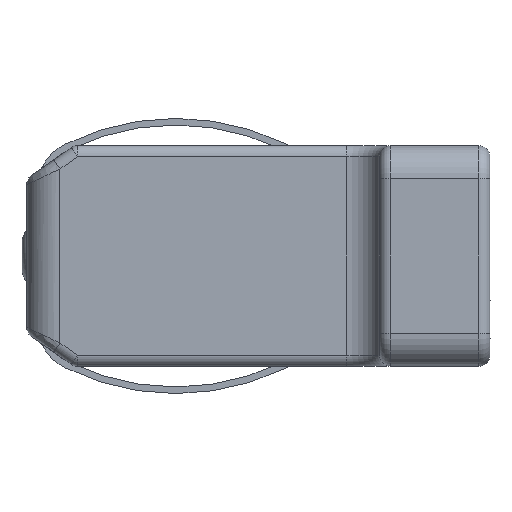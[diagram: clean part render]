
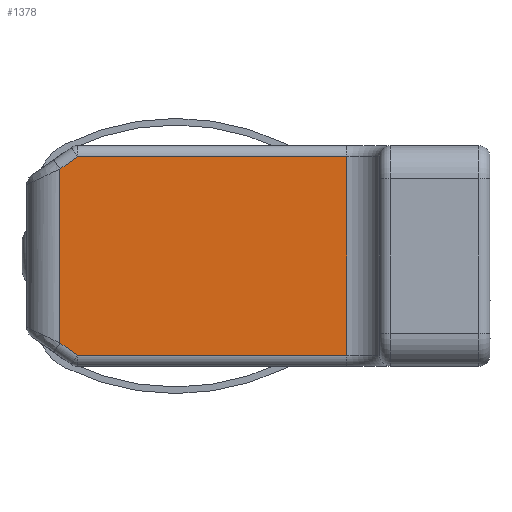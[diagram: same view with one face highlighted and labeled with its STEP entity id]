
A CAD part, left-side view. The second image highlights one B-rep face of the part: STEP entity #1378.
In plain terms, the highlighted planar face has unit normal (-1, 0, 0).
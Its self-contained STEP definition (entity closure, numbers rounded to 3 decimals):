
#1378=ADVANCED_FACE('NONE',(#3981),#3982,.F.);
#1566=EDGE_CURVE('NONE',#2014,#2720,#4195,.F.);
#1710=EDGE_CURVE('NONE',#2754,#3866,#4358,.T.);
#2014=VERTEX_POINT('NONE',#4688);
#2210=VERTEX_POINT('NONE',#4912);
#2388=EDGE_CURVE('NONE',#2720,#2210,#5107,.T.);
#2496=EDGE_CURVE('NONE',#2210,#3482,#5224,.T.);
#2720=VERTEX_POINT('NONE',#5476);
#2754=VERTEX_POINT('NONE',#5515);
#3032=EDGE_CURVE('NONE',#3866,#2014,#5830,.T.);
#3482=VERTEX_POINT('NONE',#6326);
#3824=EDGE_CURVE('NONE',#3482,#2754,#6701,.T.);
#3866=VERTEX_POINT('NONE',#6749);
#3981=FACE_OUTER_BOUND('',#7367,.T.);
#3982=PLANE('',#7368);
#4195=LINE('',#9617,#9618);
#4358=LINE('',#11167,#11168);
#4688=CARTESIAN_POINT('',(-10.0,37.4,9.));
#4912=CARTESIAN_POINT('',(-10.0,13.,-9.));
#5107=LINE('',#15899,#15900);
#5224=LINE('',#16117,#16118);
#5476=CARTESIAN_POINT('',(-10.0,13.,9.0));
#5515=CARTESIAN_POINT('',(-10.0,39.0,-7.88));
#5830=LINE('',#18970,#18971);
#6326=CARTESIAN_POINT('',(-10.,37.4,-9.));
#6701=LINE('',#26633,#26634);
#6749=CARTESIAN_POINT('',(-10.0,39.0,7.88));
#7367=EDGE_LOOP('',(#27651,#27652,#27653,#27654,#27655,#27656));
#7368=AXIS2_PLACEMENT_3D('',#27657,#27658,#27659);
#9617=CARTESIAN_POINT('',(-10.0,10.0,9.0));
#9618=VECTOR('',#27945,1.0);
#11167=CARTESIAN_POINT('',(-10.0,39.0,10.));
#11168=VECTOR('',#28130,1.0);
#15899=CARTESIAN_POINT('',(-10.0,13.,-10.0));
#15900=VECTOR('',#28974,1.0);
#16117=CARTESIAN_POINT('',(-10.0,42.0,-9.));
#16118=VECTOR('',#29110,1.0);
#18970=CARTESIAN_POINT('',(-10.0,49.414,0.588));
#18971=VECTOR('',#29875,1.0);
#26633=CARTESIAN_POINT('',(-10.0,41.426,-6.181));
#26634=VECTOR('',#30793,1.0);
#27651=ORIENTED_EDGE('',*,*,#2496,.F.);
#27652=ORIENTED_EDGE('',*,*,#2388,.F.);
#27653=ORIENTED_EDGE('',*,*,#1566,.F.);
#27654=ORIENTED_EDGE('',*,*,#3032,.F.);
#27655=ORIENTED_EDGE('',*,*,#1710,.F.);
#27656=ORIENTED_EDGE('',*,*,#3824,.F.);
#27657=CARTESIAN_POINT('',(-10.0,42.0,-10.0));
#27658=DIRECTION('',(1.0,0.0,0.0));
#27659=DIRECTION('',(0.0,1.0,-0.0));
#27945=DIRECTION('',(0.0,1.0,0.0));
#28130=DIRECTION('',(0.0,-0.0,1.0));
#28974=DIRECTION('',(0.0,0.0,-1.0));
#29110=DIRECTION('',(0.0,1.0,0.0));
#29875=DIRECTION('',(0.,-0.819,0.574));
#30793=DIRECTION('',(0.,0.819,0.574));
